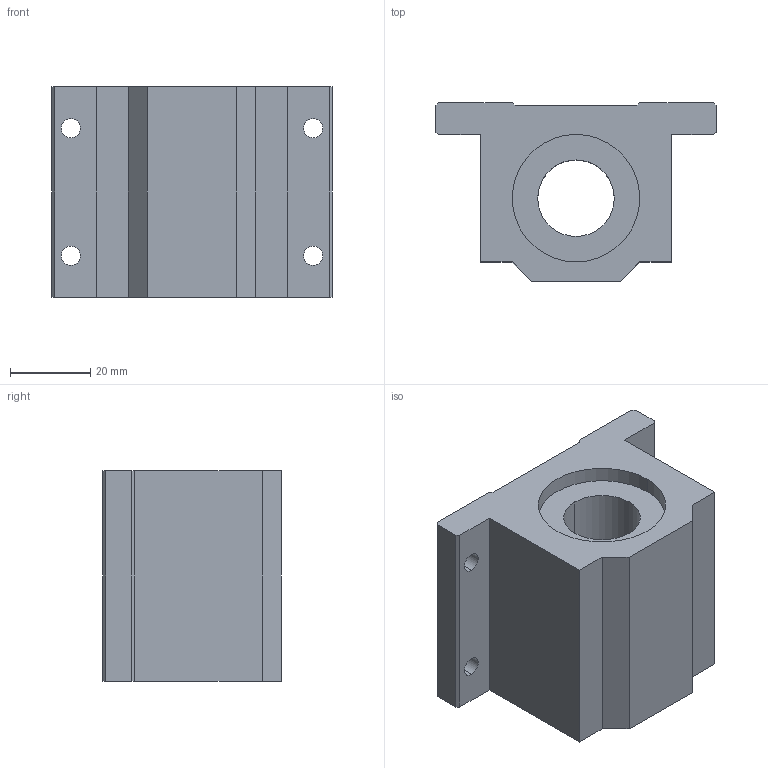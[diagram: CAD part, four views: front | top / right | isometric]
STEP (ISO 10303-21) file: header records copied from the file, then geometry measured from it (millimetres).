
FILE_DESCRIPTION (( 'STEP AP203' ), '1' );
FILE_NAME ('LARSACC-002.step', '2022-08-29T21:38:38', ( '' ), ( '' ), 'SwSTEP 2.0', 'SolidWorks 2021', '' );
FILE_SCHEMA (( 'CONFIG_CONTROL_DESIGN' ));
Length unit declared in the file: inch
Products named in the file (1): LARSACC-002
Bounding box: 69.85 x 44.45 x 52.4 mm (x, y, z)
Volume: 94309.5 mm3; surface area: 19313.6 mm2
Topology: 1 solids, 1 shells, 44 faces, 113 edges, 74 vertices
Faces by surface type: plane 24, cylinder 18, cone 2
Entity records: 1496 total; most frequent: CARTESIAN_POINT 296, DIRECTION 233, ORIENTED_EDGE 226, EDGE_CURVE 113, LINE 79, VECTOR 79, AXIS2_PLACEMENT_3D 77, VERTEX_POINT 74
